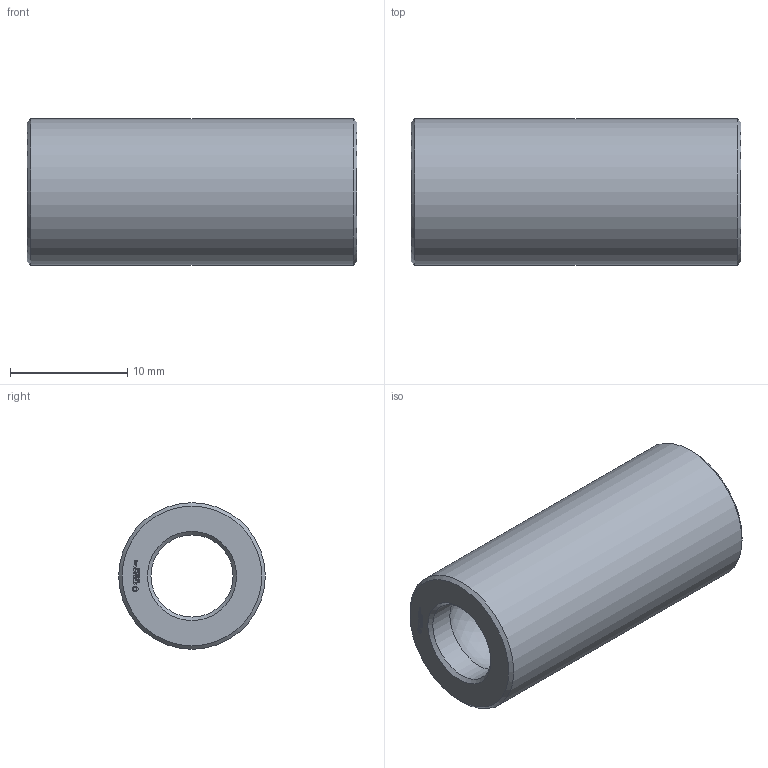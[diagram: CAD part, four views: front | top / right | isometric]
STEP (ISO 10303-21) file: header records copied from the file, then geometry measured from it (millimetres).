
FILE_DESCRIPTION(('FreeCAD Model'),'2;1');
FILE_NAME('Open CASCADE Shape Model','2021-10-18T22:38:03',( 'Paulo Kiefe'),('STEMFIE.org'),'Open CASCADE STEP processor 7.4', 'FreeCAD','Unknown');
FILE_SCHEMA(('AUTOMOTIVE_DESIGN { 1 0 10303 214 1 1 1 1 }'));
Length unit declared in the file: millimetre
Products named in the file (1): Spacer_FRE_BU02.25x01.00_-_SPN-SPR-0058_(stemfie.org)
Bounding box: 28.12 x 12.5 x 12.5 mm (x, y, z)
Volume: 2233 mm3; surface area: 1921.1 mm2
Topology: 1 solids, 1 shells, 528 faces, 1468 edges, 976 vertices
Faces by surface type: plane 304, extrusion 214, cylinder 4, cone 4, sphere 2
Full cylindrical faces by diameter (mm): 7 x3, 12.5 x1
Entity records: 36080 total; most frequent: CARTESIAN_POINT 8049, DIRECTION 4406, VECTOR 3744, LINE 3530, ORIENTED_EDGE 2936, PCURVE 2936, DEFINITIONAL_REPRESENTATION 2936, EDGE_CURVE 1468
